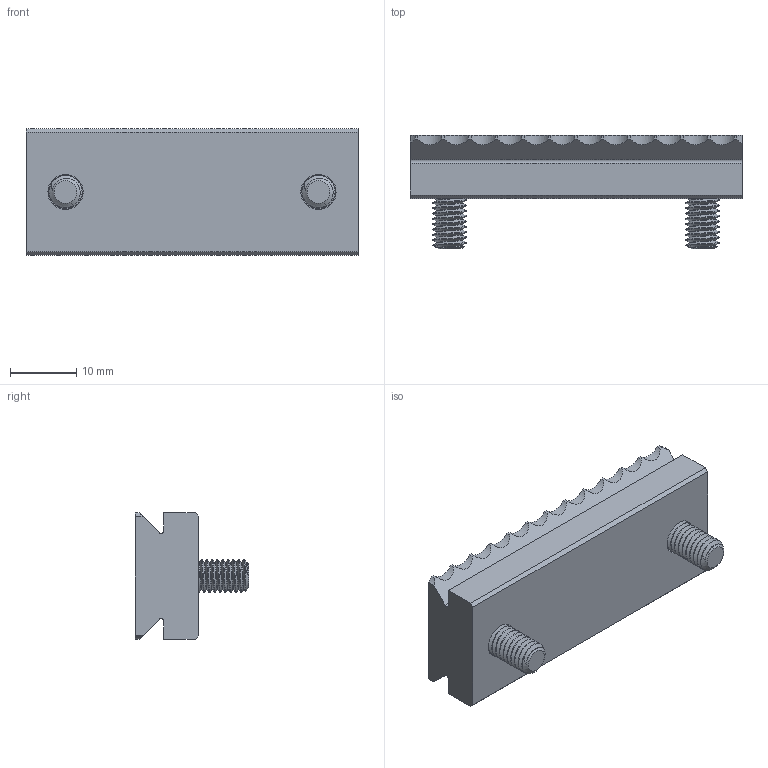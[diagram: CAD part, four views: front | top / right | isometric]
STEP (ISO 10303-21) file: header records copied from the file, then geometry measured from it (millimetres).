
FILE_DESCRIPTION (( 'STEP AP214' ), '1' );
FILE_NAME ('33052.STEP', '2025-03-31T14:32:16', ( '' ), ( '' ), 'SwSTEP 2.0', 'SolidWorks 2021', '' );
FILE_SCHEMA (( 'AUTOMOTIVE_DESIGN' ));
Length unit declared in the file: inch
Products named in the file (3): 33052; 320521_322521; M512MM SHCS_M512MM SHCS
Assembly tree (3 placements, depth 2):
  33052
    320521_322521
    M512MM SHCS_M512MM SHCS  x2
Bounding box: 50 x 17.1 x 19.05 mm (x, y, z)
Volume: 8337.5 mm3; surface area: 4987.3 mm2
Topology: 3 solids, 3 shells, 258 faces, 702 edges, 456 vertices
Faces by surface type: cylinder 164, plane 60, cone 30, bspline 4
Entity records: 7026 total; most frequent: CARTESIAN_POINT 2993, ORIENTED_EDGE 932, DIRECTION 724, EDGE_CURVE 466, VERTEX_POINT 304, AXIS2_PLACEMENT_3D 247, VECTOR 230, LINE 230
